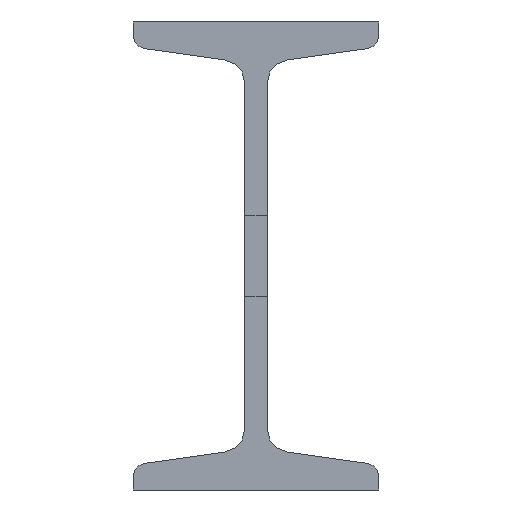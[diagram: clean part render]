
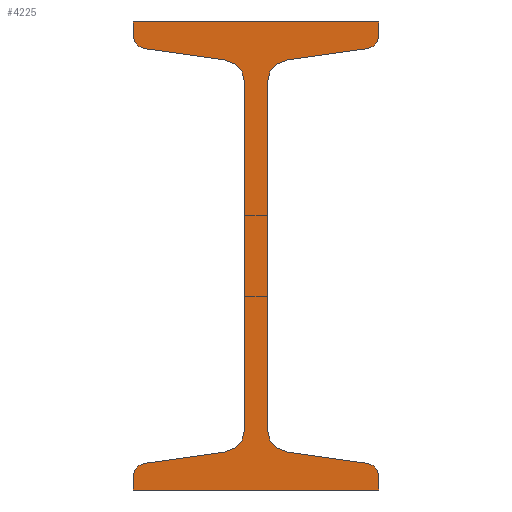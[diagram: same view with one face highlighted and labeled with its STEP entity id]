
A CAD part, front view. The second image highlights one B-rep face of the part: STEP entity #4225.
In plain terms, the highlighted planar face has unit normal (0, -1, 0).
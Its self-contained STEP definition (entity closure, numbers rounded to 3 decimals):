
#2=DIRECTION('',(0.,0.,1.));
#3=VECTOR('',#2,2.267);
#4=CARTESIAN_POINT('',(-21.,0.,-40.));
#5=LINE('',#4,#3);
#6=CARTESIAN_POINT('',(-18.7,0.,-37.733));
#7=DIRECTION('',(0.,1.,0.));
#8=DIRECTION('',(-1.,0.,0.));
#9=AXIS2_PLACEMENT_3D('',#6,#7,#8);
#11=DIRECTION('',(0.99,0.,0.139));
#12=VECTOR('',#11,13.848);
#13=CARTESIAN_POINT('',(-19.02,0.,-35.455));
#14=LINE('',#13,#12);
#15=CARTESIAN_POINT('',(-5.85,0.,-29.666));
#16=DIRECTION('',(0.,-1.,0.));
#17=DIRECTION('',(0.139,0.,-0.99));
#18=AXIS2_PLACEMENT_3D('',#15,#16,#17);
#20=DIRECTION('',(0.,0.,1.));
#21=VECTOR('',#20,59.332);
#22=CARTESIAN_POINT('',(-1.95,0.,-29.666));
#23=LINE('',#22,#21);
#24=CARTESIAN_POINT('',(-5.85,0.,29.666));
#25=DIRECTION('',(0.,-1.,0.));
#26=DIRECTION('',(1.,0.,0.));
#27=AXIS2_PLACEMENT_3D('',#24,#25,#26);
#29=DIRECTION('',(-0.99,0.,0.139));
#30=VECTOR('',#29,13.848);
#31=CARTESIAN_POINT('',(-5.307,0.,33.528));
#32=LINE('',#31,#30);
#33=CARTESIAN_POINT('',(-18.7,0.,37.733));
#34=DIRECTION('',(0.,1.,0.));
#35=DIRECTION('',(-0.139,0.,-0.99));
#36=AXIS2_PLACEMENT_3D('',#33,#34,#35);
#38=DIRECTION('',(0.,0.,1.));
#39=VECTOR('',#38,2.267);
#40=CARTESIAN_POINT('',(-21.,0.,37.733));
#41=LINE('',#40,#39);
#42=DIRECTION('',(1.,0.,0.));
#43=VECTOR('',#42,42.);
#44=CARTESIAN_POINT('',(-21.,0.,40.));
#45=LINE('',#44,#43);
#46=DIRECTION('',(0.,0.,-1.));
#47=VECTOR('',#46,2.267);
#48=CARTESIAN_POINT('',(21.,0.,40.));
#49=LINE('',#48,#47);
#50=CARTESIAN_POINT('',(18.7,0.,37.733));
#51=DIRECTION('',(0.,1.,0.));
#52=DIRECTION('',(1.,0.,0.));
#53=AXIS2_PLACEMENT_3D('',#50,#51,#52);
#55=DIRECTION('',(-0.99,0.,-0.139));
#56=VECTOR('',#55,13.848);
#57=CARTESIAN_POINT('',(19.02,0.,35.455));
#58=LINE('',#57,#56);
#59=CARTESIAN_POINT('',(5.85,0.,29.666));
#60=DIRECTION('',(0.,-1.,0.));
#61=DIRECTION('',(-0.139,0.,0.99));
#62=AXIS2_PLACEMENT_3D('',#59,#60,#61);
#64=DIRECTION('',(0.,0.,-1.));
#65=VECTOR('',#64,59.332);
#66=CARTESIAN_POINT('',(1.95,0.,29.666));
#67=LINE('',#66,#65);
#68=CARTESIAN_POINT('',(5.85,0.,-29.666));
#69=DIRECTION('',(0.,-1.,0.));
#70=DIRECTION('',(-1.,0.,0.));
#71=AXIS2_PLACEMENT_3D('',#68,#69,#70);
#73=DIRECTION('',(0.99,0.,-0.139));
#74=VECTOR('',#73,13.848);
#75=CARTESIAN_POINT('',(5.307,0.,-33.528));
#76=LINE('',#75,#74);
#77=CARTESIAN_POINT('',(18.7,0.,-37.733));
#78=DIRECTION('',(0.,1.,0.));
#79=DIRECTION('',(0.139,0.,0.99));
#80=AXIS2_PLACEMENT_3D('',#77,#78,#79);
#82=DIRECTION('',(0.,0.,-1.));
#83=VECTOR('',#82,2.267);
#84=CARTESIAN_POINT('',(21.,0.,-37.733));
#85=LINE('',#84,#83);
#86=DIRECTION('',(-1.,0.,0.));
#87=VECTOR('',#86,42.);
#88=CARTESIAN_POINT('',(21.,0.,-40.));
#89=LINE('',#88,#87);
#3138=CARTESIAN_POINT('',(-21.,0.,-40.));
#3139=CARTESIAN_POINT('',(-21.,0.,-37.733));
#3140=VERTEX_POINT('',#3138);
#3141=VERTEX_POINT('',#3139);
#3142=CARTESIAN_POINT('',(-19.02,0.,-35.455));
#3143=VERTEX_POINT('',#3142);
#3144=CARTESIAN_POINT('',(-5.307,0.,-33.528));
#3145=VERTEX_POINT('',#3144);
#3146=CARTESIAN_POINT('',(-1.95,0.,-29.666));
#3147=VERTEX_POINT('',#3146);
#3148=CARTESIAN_POINT('',(-1.95,0.,29.666));
#3149=VERTEX_POINT('',#3148);
#3150=CARTESIAN_POINT('',(-5.307,0.,33.528));
#3151=VERTEX_POINT('',#3150);
#3152=CARTESIAN_POINT('',(-19.02,0.,35.455));
#3153=VERTEX_POINT('',#3152);
#3154=CARTESIAN_POINT('',(-21.,0.,37.733));
#3155=VERTEX_POINT('',#3154);
#3156=CARTESIAN_POINT('',(-21.,0.,40.));
#3157=VERTEX_POINT('',#3156);
#3158=CARTESIAN_POINT('',(21.,0.,40.));
#3159=VERTEX_POINT('',#3158);
#3160=CARTESIAN_POINT('',(21.,0.,37.733));
#3161=VERTEX_POINT('',#3160);
#3162=CARTESIAN_POINT('',(19.02,0.,35.455));
#3163=VERTEX_POINT('',#3162);
#3164=CARTESIAN_POINT('',(5.307,0.,33.528));
#3165=VERTEX_POINT('',#3164);
#3166=CARTESIAN_POINT('',(1.95,0.,29.666));
#3167=VERTEX_POINT('',#3166);
#3168=CARTESIAN_POINT('',(1.95,0.,-29.666));
#3169=VERTEX_POINT('',#3168);
#3170=CARTESIAN_POINT('',(5.307,0.,-33.528));
#3171=VERTEX_POINT('',#3170);
#3172=CARTESIAN_POINT('',(19.02,0.,-35.455));
#3173=VERTEX_POINT('',#3172);
#3174=CARTESIAN_POINT('',(21.,0.,-37.733));
#3175=VERTEX_POINT('',#3174);
#3176=CARTESIAN_POINT('',(21.,0.,-40.));
#3177=VERTEX_POINT('',#3176);
#4178=CARTESIAN_POINT('',(0.,0.,0.));
#4179=DIRECTION('',(0.,1.,0.));
#4180=DIRECTION('',(1.,0.,0.));
#4181=AXIS2_PLACEMENT_3D('',#4178,#4179,#4180);
#4182=PLANE('',#4181);
#4184=ORIENTED_EDGE('',*,*,#4183,.T.);
#4186=ORIENTED_EDGE('',*,*,#4185,.T.);
#4188=ORIENTED_EDGE('',*,*,#4187,.T.);
#4190=ORIENTED_EDGE('',*,*,#4189,.T.);
#4192=ORIENTED_EDGE('',*,*,#4191,.T.);
#4194=ORIENTED_EDGE('',*,*,#4193,.T.);
#4196=ORIENTED_EDGE('',*,*,#4195,.T.);
#4198=ORIENTED_EDGE('',*,*,#4197,.T.);
#4200=ORIENTED_EDGE('',*,*,#4199,.T.);
#4202=ORIENTED_EDGE('',*,*,#4201,.T.);
#4204=ORIENTED_EDGE('',*,*,#4203,.T.);
#4206=ORIENTED_EDGE('',*,*,#4205,.T.);
#4208=ORIENTED_EDGE('',*,*,#4207,.T.);
#4210=ORIENTED_EDGE('',*,*,#4209,.T.);
#4212=ORIENTED_EDGE('',*,*,#4211,.T.);
#4214=ORIENTED_EDGE('',*,*,#4213,.T.);
#4216=ORIENTED_EDGE('',*,*,#4215,.T.);
#4218=ORIENTED_EDGE('',*,*,#4217,.T.);
#4220=ORIENTED_EDGE('',*,*,#4219,.T.);
#4222=ORIENTED_EDGE('',*,*,#4221,.T.);
#4223=EDGE_LOOP('',(#4184,#4186,#4188,#4190,#4192,#4194,#4196,#4198,#4200,#4202,
#4204,#4206,#4208,#4210,#4212,#4214,#4216,#4218,#4220,#4222));
#4224=FACE_OUTER_BOUND('',#4223,.F.);
#4225=ADVANCED_FACE('',(#4224),#4182,.F.);
#10=CIRCLE('',#9,2.3);
#19=CIRCLE('',#18,3.9);
#28=CIRCLE('',#27,3.9);
#37=CIRCLE('',#36,2.3);
#54=CIRCLE('',#53,2.3);
#63=CIRCLE('',#62,3.9);
#72=CIRCLE('',#71,3.9);
#81=CIRCLE('',#80,2.3);
#4183=EDGE_CURVE('',#3140,#3141,#5,.T.);
#4185=EDGE_CURVE('',#3141,#3143,#10,.T.);
#4187=EDGE_CURVE('',#3143,#3145,#14,.T.);
#4189=EDGE_CURVE('',#3145,#3147,#19,.T.);
#4191=EDGE_CURVE('',#3147,#3149,#23,.T.);
#4193=EDGE_CURVE('',#3149,#3151,#28,.T.);
#4195=EDGE_CURVE('',#3151,#3153,#32,.T.);
#4197=EDGE_CURVE('',#3153,#3155,#37,.T.);
#4199=EDGE_CURVE('',#3155,#3157,#41,.T.);
#4201=EDGE_CURVE('',#3157,#3159,#45,.T.);
#4203=EDGE_CURVE('',#3159,#3161,#49,.T.);
#4205=EDGE_CURVE('',#3161,#3163,#54,.T.);
#4207=EDGE_CURVE('',#3163,#3165,#58,.T.);
#4209=EDGE_CURVE('',#3165,#3167,#63,.T.);
#4211=EDGE_CURVE('',#3167,#3169,#67,.T.);
#4213=EDGE_CURVE('',#3169,#3171,#72,.T.);
#4215=EDGE_CURVE('',#3171,#3173,#76,.T.);
#4217=EDGE_CURVE('',#3173,#3175,#81,.T.);
#4219=EDGE_CURVE('',#3175,#3177,#85,.T.);
#4221=EDGE_CURVE('',#3177,#3140,#89,.T.);
